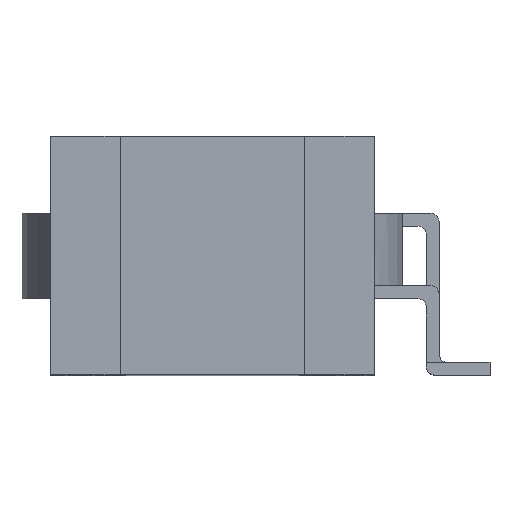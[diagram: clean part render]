
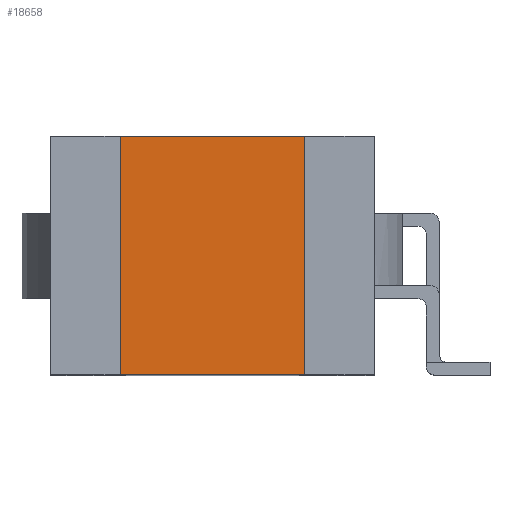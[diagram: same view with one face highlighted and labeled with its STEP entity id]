
A CAD part, top view. The second image highlights one B-rep face of the part: STEP entity #18658.
In plain terms, the highlighted planar face has unit normal (0, 0, -1).
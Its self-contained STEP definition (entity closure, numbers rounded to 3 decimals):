
#77 = VERTEX_POINT ( 'NONE', #2207 ) ;
#546 = CARTESIAN_POINT ( 'NONE',  ( -5.5, 0., 13.45 ) ) ;
#744 = DIRECTION ( 'NONE',  ( 1., 0., 0. ) ) ;
#1028 = ORIENTED_EDGE ( 'NONE', *, *, #22045, .T. ) ;
#2207 = CARTESIAN_POINT ( 'NONE',  ( -5.5, 14.22, 13.45 ) ) ;
#2223 = CARTESIAN_POINT ( 'NONE',  ( 5.5, 0., 13.45 ) ) ;
#2248 = VECTOR ( 'NONE', #744, 1000. ) ;
#2634 = FACE_OUTER_BOUND ( 'NONE', #17366, .T. ) ;
#4000 = AXIS2_PLACEMENT_3D ( 'NONE', #5461, #16157, #9495 ) ;
#4207 = DIRECTION ( 'NONE',  ( 0., -1., 0. ) ) ;
#5461 = CARTESIAN_POINT ( 'NONE',  ( -5.5, 0., 13.45 ) ) ;
#5511 = ORIENTED_EDGE ( 'NONE', *, *, #10683, .T. ) ;
#6086 = VECTOR ( 'NONE', #17592, 1000. ) ;
#6733 = VECTOR ( 'NONE', #22987, 1000. ) ;
#6879 = VECTOR ( 'NONE', #4207, 1000. ) ;
#7319 = CARTESIAN_POINT ( 'NONE',  ( 9.65, 0., 13.45 ) ) ;
#9015 = VERTEX_POINT ( 'NONE', #16842 ) ;
#9495 = DIRECTION ( 'NONE',  ( -1., 0., 0. ) ) ;
#9952 = VERTEX_POINT ( 'NONE', #10334 ) ;
#10334 = CARTESIAN_POINT ( 'NONE',  ( -5.5, 0., 13.45 ) ) ;
#10683 = EDGE_CURVE ( 'NONE', #25109, #9015, #13124, .T. ) ;
#11797 = LINE ( 'NONE', #7319, #2248 ) ;
#12034 = LINE ( 'NONE', #546, #6733 ) ;
#13124 = LINE ( 'NONE', #2223, #6879 ) ;
#14212 = ORIENTED_EDGE ( 'NONE', *, *, #27063, .F. ) ;
#16157 = DIRECTION ( 'NONE',  ( 0., 0., -1. ) ) ;
#16428 = PLANE ( 'NONE',  #4000 ) ;
#16842 = CARTESIAN_POINT ( 'NONE',  ( 5.5, 0., 13.45 ) ) ;
#17366 = EDGE_LOOP ( 'NONE', ( #21433, #1028, #5511, #14212 ) ) ;
#17592 = DIRECTION ( 'NONE',  ( 1., 0., 0. ) ) ;
#18658 = ADVANCED_FACE ( 'NONE', ( #2634 ), #16428, .T. ) ;
#20132 = CARTESIAN_POINT ( 'NONE',  ( 5.5, 14.22, 13.45 ) ) ;
#21433 = ORIENTED_EDGE ( 'NONE', *, *, #26333, .T. ) ;
#22045 = EDGE_CURVE ( 'NONE', #77, #25109, #27922, .T. ) ;
#22987 = DIRECTION ( 'NONE',  ( 0., 1., 0. ) ) ;
#23909 = CARTESIAN_POINT ( 'NONE',  ( -5.5, 14.22, 13.45 ) ) ;
#25109 = VERTEX_POINT ( 'NONE', #20132 ) ;
#26333 = EDGE_CURVE ( 'NONE', #9952, #77, #12034, .T. ) ;
#27063 = EDGE_CURVE ( 'NONE', #9952, #9015, #11797, .T. ) ;
#27922 = LINE ( 'NONE', #23909, #6086 ) ;
